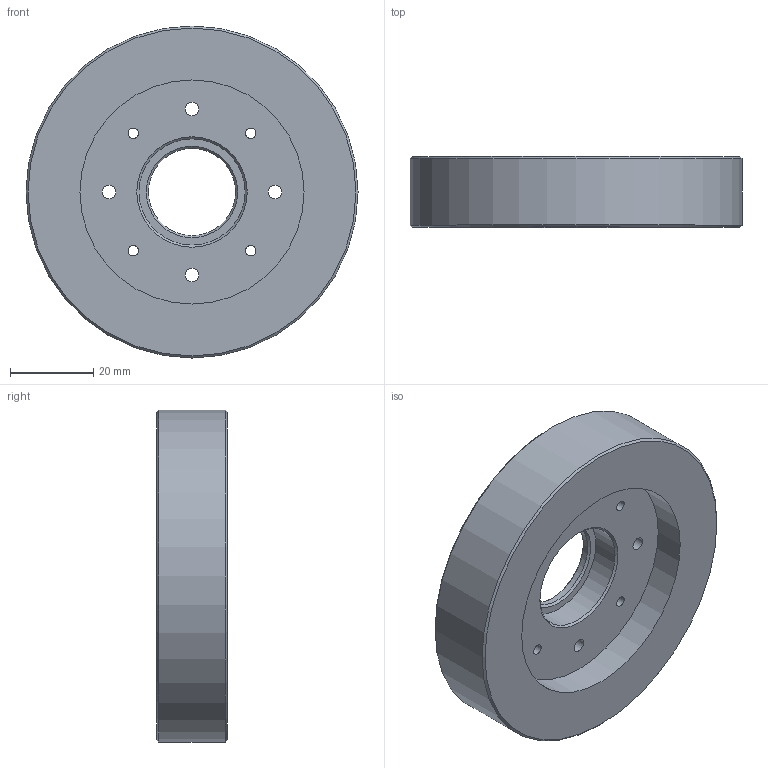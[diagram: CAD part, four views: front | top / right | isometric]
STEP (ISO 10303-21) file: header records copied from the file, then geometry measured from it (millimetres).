
FILE_DESCRIPTION(/* description */ (''),/* implementation_level */ '2;1');
FILE_NAME(/* name */ 'Couvercle v1.0.step',/* time_stamp */ '2022-05-20T13:32:41+02:00',/* author */ (''),/* organization */ (''),/* preprocessor_version */ 'ST-DEVELOPER v18.1',/* originating_system */ 'Autodesk Translation Framework v10.14.0.1471',/* authorisation */ '');
FILE_SCHEMA (('AUTOMOTIVE_DESIGN { 1 0 10303 214 3 1 1 }'));
Length unit declared in the file: millimetre
Products named in the file (1): Couvercle
Bounding box: 80 x 17 x 80 mm (x, y, z)
Volume: 62960.6 mm3; surface area: 16115.2 mm2
Topology: 1 solids, 1 shells, 29 faces, 58 edges, 37 vertices
Faces by surface type: cylinder 16, plane 8, cone 5
Full cylindrical faces by diameter (mm): 2.5 x4, 3.2 x4, 6 x4, 21 x1, 25.6 x1, 54 x1, 80 x1
Entity records: 838 total; most frequent: DIRECTION 155, CARTESIAN_POINT 125, ORIENTED_EDGE 116, AXIS2_PLACEMENT_3D 67, EDGE_CURVE 58, EDGE_LOOP 53, CIRCLE 37, VERTEX_POINT 37
